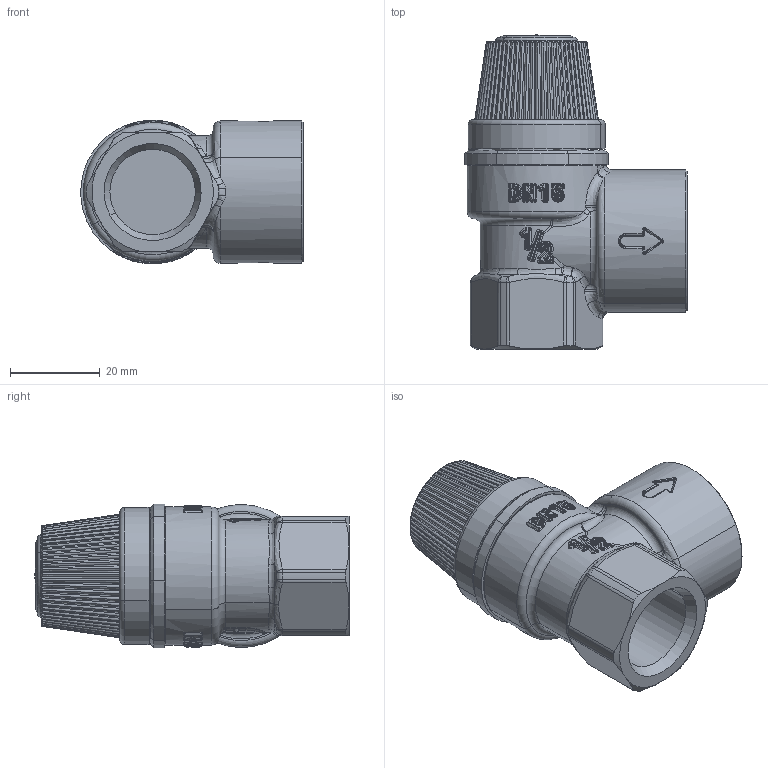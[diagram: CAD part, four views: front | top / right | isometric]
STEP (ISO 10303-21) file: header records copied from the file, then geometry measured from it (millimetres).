
FILE_DESCRIPTION(('CATIA V5 STEP Exchange','CAx-IF Rec.Pracs.--- Model Styling and Organization---1.4--- 2014-01-23','CAx-IF Rec.Pracs.---3D Tessellated Data Validation Properties---0.5---2014-09-14'),'2;1');
FILE_NAME('STEP_253148_CST_-_TST.stp','2021-09-06T13:28:39+00:00',('none'),('none'),'CATIA Version 5-6 Release 2019 SP3','CATIA V5 STEP AP242 v1','none');
FILE_SCHEMA(('AP242_MANAGED_MODEL_BASED_3D_ENGINEERING_MIM_LF {1 0 10303 442 1 1 4}'));
Products named in the file (1): 253148 CST - TST
Bounding box: 49.46 x 69.92 x 31.92 mm (x, y, z)
Volume: 42399.2 mm3; surface area: 15055.3 mm2
Topology: 1 solids, 1 shells, 1522 faces, 3742 edges, 2120 vertices
Faces by surface type: bspline 1053, cylinder 207, plane 93, sphere 89, torus 41, cone 39
Entity records: 91693 total; most frequent: CARTESIAN_POINT 65947, ORIENTED_EDGE 7252, EDGE_CURVE 3626, B_SPLINE_CURVE_WITH_KNOTS 2779, VERTEX_POINT 2120, DIRECTION 1577, EDGE_LOOP 1542, ADVANCED_FACE 1522
